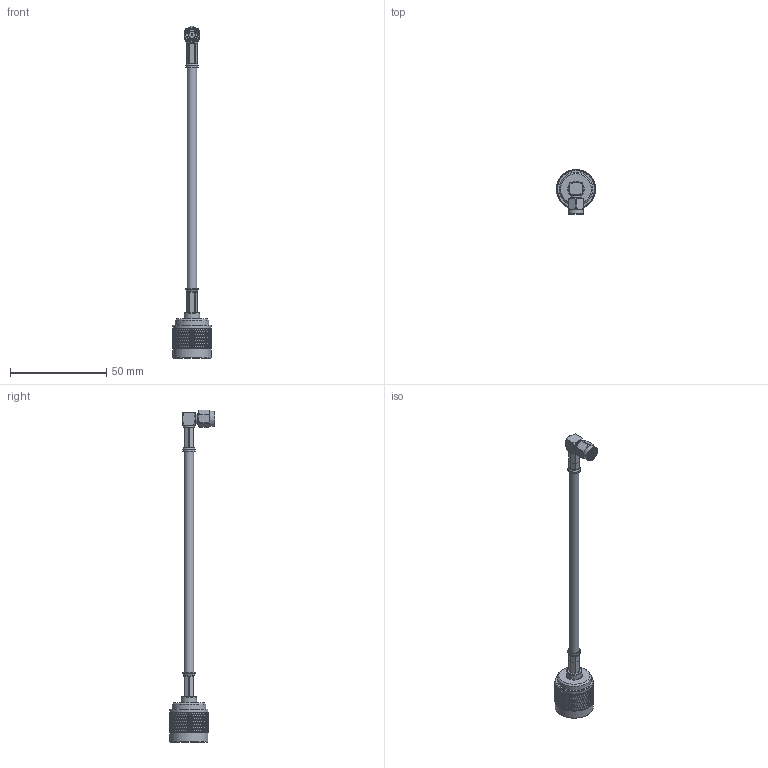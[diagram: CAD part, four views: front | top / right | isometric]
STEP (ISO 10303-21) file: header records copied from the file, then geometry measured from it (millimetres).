
FILE_DESCRIPTION (( 'STEP AP203' ), '1' );
FILE_NAME ('PE3379_3D.step', '2022-04-04T15:38:32', ( '' ), ( '' ), 'SwSTEP 2.0', 'SolidWorks 2021', '' );
FILE_SCHEMA (( 'CONFIG_CONTROL_DESIGN' ));
Length unit declared in the file: inch
Products named in the file (4): RG142BU^PE3379_RG-142; PE4042^PE3379_CRIMPED; PE4002^PE3379_Crimped; PE3379_3D
Assembly tree (3 placements, depth 2):
  PE3379_3D
    RG142BU^PE3379_RG-142
    PE4002^PE3379_Crimped
    PE4042^PE3379_CRIMPED
Bounding box: 20.32 x 23.5 x 172.12 mm (x, y, z)
Volume: 7824.4 mm3; surface area: 7144.2 mm2
Topology: 6 solids, 6 shells, 2590 faces, 5689 edges, 3129 vertices
Faces by surface type: bspline 1802, cylinder 540, plane 212, cone 32, torus 4
Full cylindrical faces by diameter (mm): 0.889 x1, 1.524 x1, 2.794 x1, 3.2 x1, 3.277 x1, 3.658 x1, 3.683 x1, 3.81 x1, 4.368 x1, 4.547 x1, 4.953 x1, 5.207 x1, 5.484 x2, 5.715 x1, 5.829 x1, 6.35 x6, 6.5 x2, 6.985 x1, 7.88 x1, 7.96 x1, 8.255 x1, 15.875 x5, 17.499 x1, 19.715 x2
Entity records: 100811 total; most frequent: CARTESIAN_POINT 64638, ORIENTED_EDGE 11176, EDGE_CURVE 5588, VERTEX_POINT 3092, EDGE_LOOP 2654, FACE_OUTER_BOUND 2614, ADVANCED_FACE 2579, DIRECTION 2570
